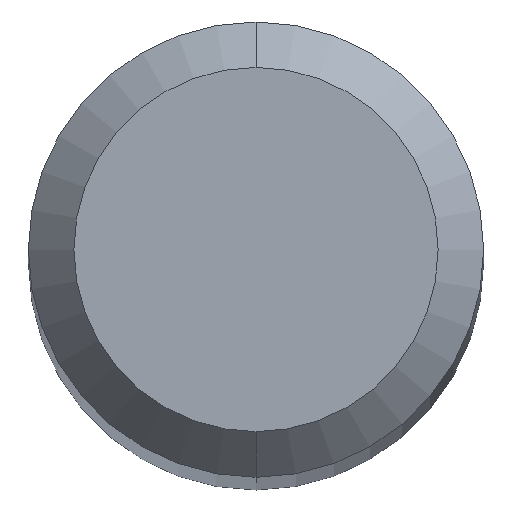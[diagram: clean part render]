
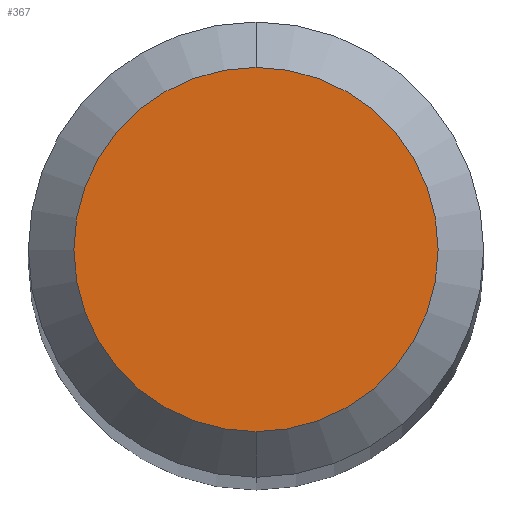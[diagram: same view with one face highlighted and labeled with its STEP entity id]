
A CAD part, top view. The second image highlights one B-rep face of the part: STEP entity #367.
In plain terms, the highlighted planar face has unit normal (0, 0, 1).
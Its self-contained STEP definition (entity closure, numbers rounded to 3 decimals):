
#225=VERTEX_POINT('',#535);
#231=VERTEX_POINT('',#541);
#367=ADVANCED_FACE('',(#695),#696,.T.);
#375=EDGE_CURVE('',#231,#225,#704,.T.);
#429=EDGE_CURVE('',#225,#231,#762,.T.);
#535=CARTESIAN_POINT('',(0.,-1.2,0.0));
#541=CARTESIAN_POINT('',(0.0,1.2,0.0));
#695=FACE_OUTER_BOUND('',#1229,.T.);
#696=PLANE('',#1230);
#704=CIRCLE('',#1240,1.2);
#762=CIRCLE('',#1368,1.2);
#1229=EDGE_LOOP('',(#1692,#1693));
#1230=AXIS2_PLACEMENT_3D('',#1694,#1695,#1696);
#1240=AXIS2_PLACEMENT_3D('',#1700,#1701,#1702);
#1368=AXIS2_PLACEMENT_3D('',#1754,#1755,#1756);
#1692=ORIENTED_EDGE('',*,*,#375,.F.);
#1693=ORIENTED_EDGE('',*,*,#429,.F.);
#1694=CARTESIAN_POINT('',(0.0,0.6,0.0));
#1695=DIRECTION('',(-0.0,0.0,1.0));
#1696=DIRECTION('',(0.0,-1.0,0.0));
#1700=CARTESIAN_POINT('',(0.0,0.0,0.0));
#1701=DIRECTION('',(0.0,0.0,-1.0));
#1702=DIRECTION('',(0.0,1.0,0.0));
#1754=CARTESIAN_POINT('',(0.0,0.0,0.0));
#1755=DIRECTION('',(0.0,0.0,-1.0));
#1756=DIRECTION('',(0.0,1.0,0.0));
